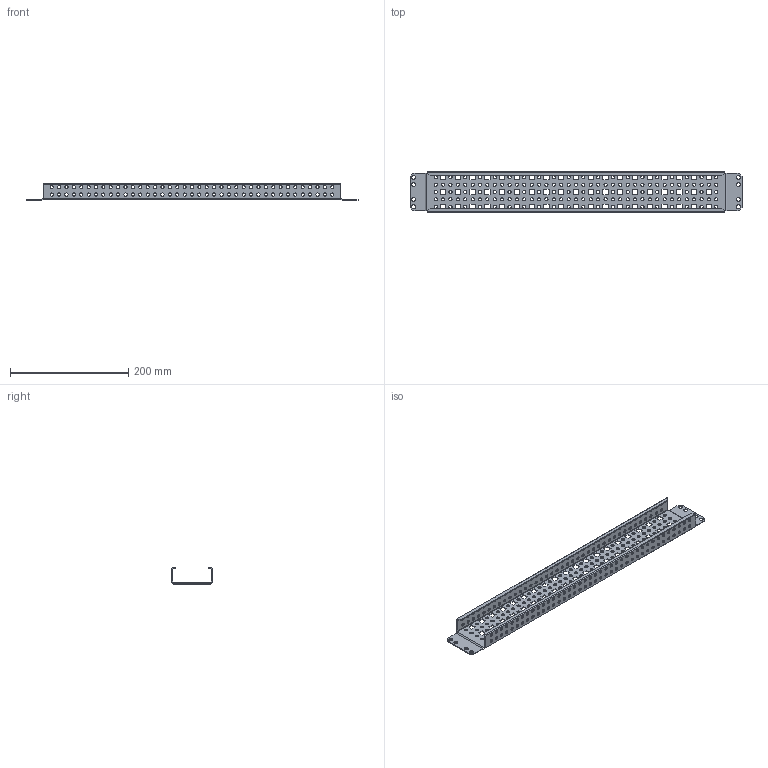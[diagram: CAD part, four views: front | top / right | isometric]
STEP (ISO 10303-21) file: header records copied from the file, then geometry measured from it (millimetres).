
FILE_DESCRIPTION (( 'STEP AP203' ), '1' );
FILE_NAME ('YKM40D-FO-VRA-060 ÀÃÈÅ 275.00.007 Ìîíòàæíàÿ ðåéêà òèï À 600.STEP', '2020-12-15T09:38:52', ( '' ), ( '' ), 'SwSTEP 2.0', 'SolidWorks 2017', '' );
FILE_SCHEMA (( 'CONFIG_CONTROL_DESIGN' ));
Length unit declared in the file: millimetre
Products named in the file (1): YKM40D-FO-VRA-060  ÀÃÈÅ 275.00.007 Ìîíòàæíàÿ ðåéêà òèï À 600
Bounding box: 562 x 69 x 28.5 mm (x, y, z)
Volume: 86633.5 mm3; surface area: 126267.6 mm2
Topology: 1 solids, 1 shells, 580 faces, 1946 edges, 1368 vertices
Faces by surface type: cylinder 302, plane 278
Full cylindrical faces by diameter (mm): 5.4 x294, 6.5 x8
Entity records: 19633 total; most frequent: DIRECTION 3190, CARTESIAN_POINT 3153, ORIENTED_EDGE 2848, EDGE_LOOP 1600, EDGE_CURVE 1424, AXIS2_PLACEMENT_3D 1185, VERTEX_POINT 1148, FACE_OUTER_BOUND 882
